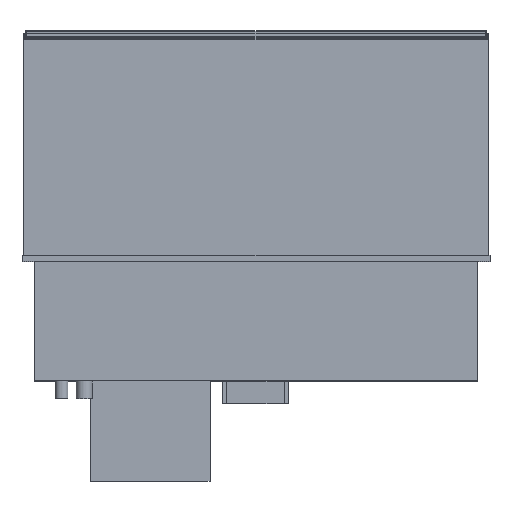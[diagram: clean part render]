
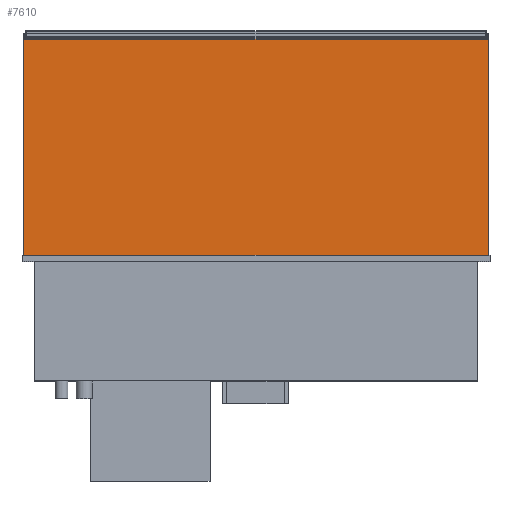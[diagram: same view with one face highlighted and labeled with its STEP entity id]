
A CAD part, top view. The second image highlights one B-rep face of the part: STEP entity #7610.
In plain terms, the highlighted planar face has unit normal (0, 0, 1).
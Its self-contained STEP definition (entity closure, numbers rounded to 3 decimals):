
#636=FACE_OUTER_BOUND('',#1087,.T.);
#1087=EDGE_LOOP('',(#6706,#6707,#6708,#6709));
#1994=LINE('',#12184,#2951);
#2005=LINE('',#12207,#2962);
#2026=LINE('',#12247,#2983);
#2027=LINE('',#12249,#2984);
#2951=VECTOR('',#10045,10.);
#2962=VECTOR('',#10060,10.);
#2983=VECTOR('',#10099,10.);
#2984=VECTOR('',#10102,10.);
#3661=VERTEX_POINT('',#12181);
#3662=VERTEX_POINT('',#12183);
#3672=VERTEX_POINT('',#12205);
#3682=VERTEX_POINT('',#12245);
#4666=EDGE_CURVE('',#3661,#3662,#1994,.T.);
#4677=EDGE_CURVE('',#3672,#3661,#2005,.T.);
#4698=EDGE_CURVE('',#3682,#3662,#2026,.T.);
#4699=EDGE_CURVE('',#3672,#3682,#2027,.T.);
#6706=ORIENTED_EDGE('',*,*,#4699,.T.);
#6707=ORIENTED_EDGE('',*,*,#4698,.T.);
#6708=ORIENTED_EDGE('',*,*,#4666,.F.);
#6709=ORIENTED_EDGE('',*,*,#4677,.F.);
#7174=PLANE('',#8182);
#7610=ADVANCED_FACE('',(#636),#7174,.T.);
#8182=AXIS2_PLACEMENT_3D('',#12248,#10100,#10101);
#10045=DIRECTION('',(1.,0.,0.));
#10060=DIRECTION('',(0.,1.,0.));
#10099=DIRECTION('',(0.,1.,0.));
#10100=DIRECTION('center_axis',(0.,0.,1.));
#10101=DIRECTION('ref_axis',(1.,0.,0.));
#10102=DIRECTION('',(1.,0.,0.));
#12181=CARTESIAN_POINT('',(-720.,690.,347.5));
#12183=CARTESIAN_POINT('',(720.,690.,347.5));
#12184=CARTESIAN_POINT('',(-720.,690.,347.5));
#12205=CARTESIAN_POINT('',(-720.,20.,347.5));
#12207=CARTESIAN_POINT('',(-720.,20.,347.5));
#12245=CARTESIAN_POINT('',(720.,20.,347.5));
#12247=CARTESIAN_POINT('',(720.,20.,347.5));
#12248=CARTESIAN_POINT('Origin',(-720.,20.,347.5));
#12249=CARTESIAN_POINT('',(-720.,20.,347.5));
